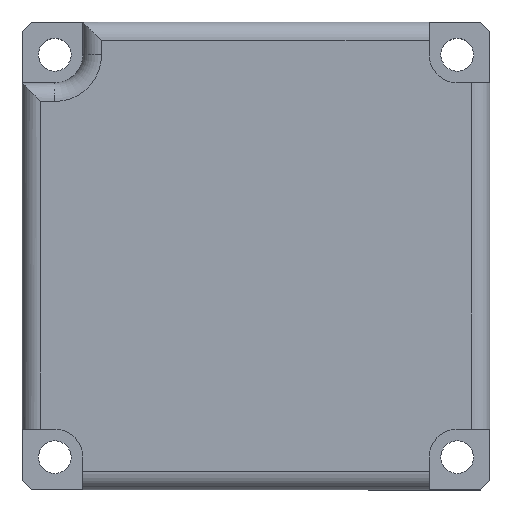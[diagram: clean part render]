
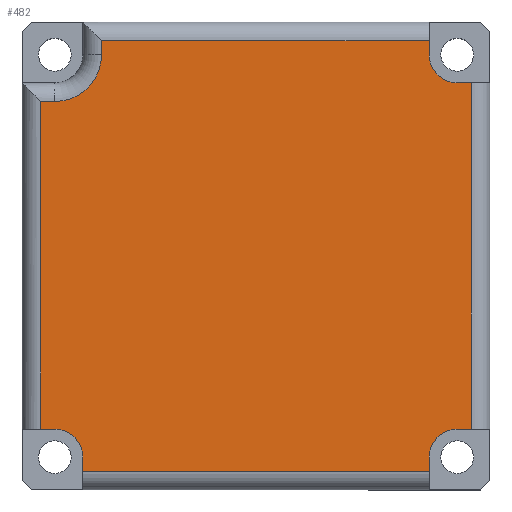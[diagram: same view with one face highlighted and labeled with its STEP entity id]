
A CAD part, top view. The second image highlights one B-rep face of the part: STEP entity #482.
In plain terms, the highlighted planar face has unit normal (0, 0, 1).
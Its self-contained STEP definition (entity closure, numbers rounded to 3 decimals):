
#207=CARTESIAN_POINT('',(18.5,-23.,4.0));
#208=VERTEX_POINT('',#207);
#224=CARTESIAN_POINT('',(18.5,-21.5,4.0));
#225=VERTEX_POINT('',#224);
#232=CARTESIAN_POINT('',(18.5,-23.,4.0));
#233=DIRECTION('',(0.0,1.0,0.0));
#234=VECTOR('',#233,1.5);
#235=LINE('',#232,#234);
#236=EDGE_CURVE('',#208,#225,#235,.T.);
#246=CARTESIAN_POINT('',(23.,-18.5,4.0));
#247=VERTEX_POINT('',#246);
#257=CARTESIAN_POINT('',(21.5,-18.5,4.0));
#258=VERTEX_POINT('',#257);
#259=CARTESIAN_POINT('',(21.5,-18.5,4.0));
#260=DIRECTION('',(1.0,0.0,0.0));
#261=VECTOR('',#260,1.5);
#262=LINE('',#259,#261);
#263=EDGE_CURVE('',#258,#247,#262,.T.);
#295=CARTESIAN_POINT('',(21.5,-21.5,4.0));
#296=DIRECTION('',(0.0,0.0,-1.0));
#297=DIRECTION('',(0.0,1.0,0.0));
#298=AXIS2_PLACEMENT_3D('',#295,#296,#297);
#299=CIRCLE('',#298,3.0);
#300=EDGE_CURVE('',#225,#258,#299,.T.);
#348=CARTESIAN_POINT('',(-18.5,-23.,4.0));
#349=VERTEX_POINT('',#348);
#350=CARTESIAN_POINT('',(18.5,-23.,4.0));
#351=DIRECTION('',(-1.0,0.0,0.0));
#352=VECTOR('',#351,37.);
#353=LINE('',#350,#352);
#354=EDGE_CURVE('',#208,#349,#353,.T.);
#374=CARTESIAN_POINT('',(0.,0.,4.0));
#375=DIRECTION('',(0.0,0.0,1.0));
#376=DIRECTION('',(1.0,0.0,0.0));
#377=AXIS2_PLACEMENT_3D('',#374,#375,#376);
#378=PLANE('',#377);
#379=ORIENTED_EDGE('',*,*,#236,.T.);
#380=ORIENTED_EDGE('',*,*,#300,.T.);
#381=ORIENTED_EDGE('',*,*,#263,.T.);
#382=CARTESIAN_POINT('',(23.,18.5,4.0));
#383=VERTEX_POINT('',#382);
#384=CARTESIAN_POINT('',(23.,18.5,4.0));
#385=DIRECTION('',(0.0,-1.0,0.0));
#386=VECTOR('',#385,37.);
#387=LINE('',#384,#386);
#388=EDGE_CURVE('',#383,#247,#387,.T.);
#389=ORIENTED_EDGE('',*,*,#388,.F.);
#390=CARTESIAN_POINT('',(21.5,18.5,4.0));
#391=VERTEX_POINT('',#390);
#392=CARTESIAN_POINT('',(23.,18.5,4.0));
#393=DIRECTION('',(-1.0,0.0,0.0));
#394=VECTOR('',#393,1.5);
#395=LINE('',#392,#394);
#396=EDGE_CURVE('',#383,#391,#395,.T.);
#397=ORIENTED_EDGE('',*,*,#396,.T.);
#398=CARTESIAN_POINT('',(18.5,21.5,4.0));
#399=VERTEX_POINT('',#398);
#400=CARTESIAN_POINT('',(21.5,21.5,4.0));
#401=DIRECTION('',(0.0,0.0,-1.0));
#402=DIRECTION('',(0.0,-1.0,0.0));
#403=AXIS2_PLACEMENT_3D('',#400,#401,#402);
#404=CIRCLE('',#403,3.0);
#405=EDGE_CURVE('',#391,#399,#404,.T.);
#406=ORIENTED_EDGE('',*,*,#405,.T.);
#407=CARTESIAN_POINT('',(18.5,23.,4.0));
#408=VERTEX_POINT('',#407);
#409=CARTESIAN_POINT('',(18.5,21.5,4.0));
#410=DIRECTION('',(0.0,1.0,0.0));
#411=VECTOR('',#410,1.5);
#412=LINE('',#409,#411);
#413=EDGE_CURVE('',#399,#408,#412,.T.);
#414=ORIENTED_EDGE('',*,*,#413,.T.);
#415=CARTESIAN_POINT('',(-16.5,23.0,4.0));
#416=VERTEX_POINT('',#415);
#417=CARTESIAN_POINT('',(-16.5,23.0,4.0));
#418=DIRECTION('',(1.0,0.0,0.0));
#419=VECTOR('',#418,35.0);
#420=LINE('',#417,#419);
#421=EDGE_CURVE('',#416,#408,#420,.T.);
#422=ORIENTED_EDGE('',*,*,#421,.F.);
#423=CARTESIAN_POINT('',(-16.5,21.5,4.0));
#424=VERTEX_POINT('',#423);
#425=CARTESIAN_POINT('',(-16.5,21.5,4.0));
#426=DIRECTION('',(0.0,1.0,0.0));
#427=VECTOR('',#426,1.5);
#428=LINE('',#425,#427);
#429=EDGE_CURVE('',#424,#416,#428,.T.);
#430=ORIENTED_EDGE('',*,*,#429,.F.);
#431=CARTESIAN_POINT('',(-21.5,16.5,4.0));
#432=VERTEX_POINT('',#431);
#433=CARTESIAN_POINT('',(-21.5,21.5,4.0));
#434=DIRECTION('',(0.0,0.0,1.0));
#435=DIRECTION('',(0.707,-0.707,0.0));
#436=AXIS2_PLACEMENT_3D('',#433,#434,#435);
#437=CIRCLE('',#436,5.0);
#438=EDGE_CURVE('',#432,#424,#437,.T.);
#439=ORIENTED_EDGE('',*,*,#438,.F.);
#440=CARTESIAN_POINT('',(-23.,16.5,4.0));
#441=VERTEX_POINT('',#440);
#442=CARTESIAN_POINT('',(-23.0,16.5,4.0));
#443=DIRECTION('',(1.0,0.0,0.0));
#444=VECTOR('',#443,1.5);
#445=LINE('',#442,#444);
#446=EDGE_CURVE('',#441,#432,#445,.T.);
#447=ORIENTED_EDGE('',*,*,#446,.F.);
#448=CARTESIAN_POINT('',(-23.,-18.5,4.0));
#449=VERTEX_POINT('',#448);
#450=CARTESIAN_POINT('',(-23.,-18.5,4.0));
#451=DIRECTION('',(0.0,1.0,0.0));
#452=VECTOR('',#451,35.);
#453=LINE('',#450,#452);
#454=EDGE_CURVE('',#449,#441,#453,.T.);
#455=ORIENTED_EDGE('',*,*,#454,.F.);
#456=CARTESIAN_POINT('',(-21.5,-18.5,4.0));
#457=VERTEX_POINT('',#456);
#458=CARTESIAN_POINT('',(-23.0,-18.5,4.0));
#459=DIRECTION('',(1.0,0.0,0.0));
#460=VECTOR('',#459,1.5);
#461=LINE('',#458,#460);
#462=EDGE_CURVE('',#449,#457,#461,.T.);
#463=ORIENTED_EDGE('',*,*,#462,.T.);
#464=CARTESIAN_POINT('',(-18.5,-21.5,4.0));
#465=VERTEX_POINT('',#464);
#466=CARTESIAN_POINT('',(-21.5,-21.5,4.0));
#467=DIRECTION('',(0.0,0.0,-1.0));
#468=DIRECTION('',(0.0,1.0,0.0));
#469=AXIS2_PLACEMENT_3D('',#466,#467,#468);
#470=CIRCLE('',#469,3.0);
#471=EDGE_CURVE('',#457,#465,#470,.T.);
#472=ORIENTED_EDGE('',*,*,#471,.T.);
#473=CARTESIAN_POINT('',(-18.5,-21.5,4.0));
#474=DIRECTION('',(0.0,-1.0,0.0));
#475=VECTOR('',#474,1.5);
#476=LINE('',#473,#475);
#477=EDGE_CURVE('',#465,#349,#476,.T.);
#478=ORIENTED_EDGE('',*,*,#477,.T.);
#479=ORIENTED_EDGE('',*,*,#354,.F.);
#480=EDGE_LOOP('',(#379,#380,#381,#389,#397,#406,#414,#422,#430,#439,#447,#455,#463,#472,#478,#479));
#481=FACE_OUTER_BOUND('',#480,.T.);
#482=ADVANCED_FACE('',(#481),#378,.T.);
